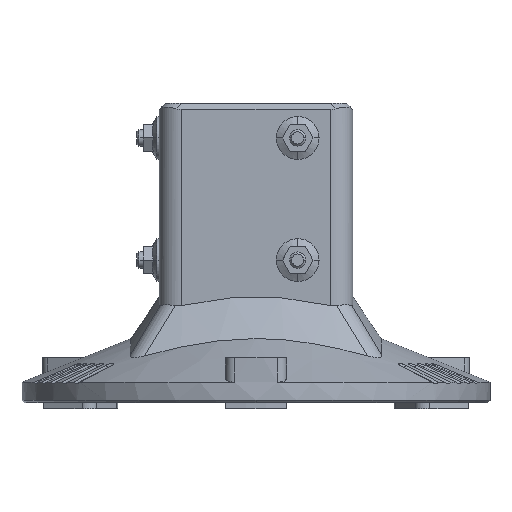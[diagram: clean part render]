
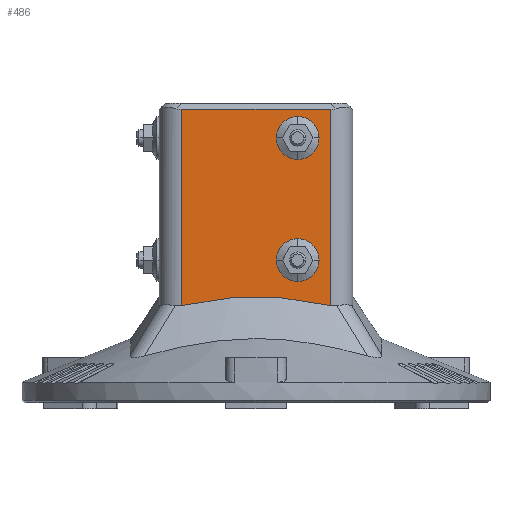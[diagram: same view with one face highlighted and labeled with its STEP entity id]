
A CAD part, front view. The second image highlights one B-rep face of the part: STEP entity #486.
In plain terms, the highlighted planar face has unit normal (0, -1, 0).
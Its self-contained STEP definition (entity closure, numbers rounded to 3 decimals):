
#486=ADVANCED_FACE('',(#1259,#1260,#1261),#1262,.T.);
#1259=FACE_OUTER_BOUND('',#2348,.T.);
#1260=FACE_BOUND('',#2349,.T.);
#1261=FACE_BOUND('',#2350,.T.);
#1262=PLANE('',#2351);
#2348=EDGE_LOOP('',(#7851,#7852,#7853,#7854));
#2349=EDGE_LOOP('',(#7855,#7856,#7857,#7858));
#2350=EDGE_LOOP('',(#7859,#7860,#7861,#7862));
#2351=AXIS2_PLACEMENT_3D('',#7863,#7864,#7865);
#7851=ORIENTED_EDGE('',*,*,#10864,.F.);
#7852=ORIENTED_EDGE('',*,*,#10865,.F.);
#7853=ORIENTED_EDGE('',*,*,#10866,.F.);
#7854=ORIENTED_EDGE('',*,*,#10867,.T.);
#7855=ORIENTED_EDGE('',*,*,#10868,.T.);
#7856=ORIENTED_EDGE('',*,*,#10625,.T.);
#7857=ORIENTED_EDGE('',*,*,#10869,.F.);
#7858=ORIENTED_EDGE('',*,*,#10620,.F.);
#7859=ORIENTED_EDGE('',*,*,#10870,.T.);
#7860=ORIENTED_EDGE('',*,*,#10589,.T.);
#7861=ORIENTED_EDGE('',*,*,#10871,.F.);
#7862=ORIENTED_EDGE('',*,*,#10584,.F.);
#7863=CARTESIAN_POINT('',(-47.5,-47.5,5.));
#7864=DIRECTION('',(0.0,-1.0,0.0));
#7865=DIRECTION('',(0.0,0.0,-1.0));
#10584=EDGE_CURVE('',#11905,#11902,#11907,.F.);
#10589=EDGE_CURVE('',#11909,#11912,#11914,.T.);
#10620=EDGE_CURVE('',#11965,#11962,#11967,.F.);
#10625=EDGE_CURVE('',#11969,#11972,#11974,.T.);
#10864=EDGE_CURVE('',#12384,#12385,#12386,.T.);
#10865=EDGE_CURVE('',#12387,#12384,#12388,.F.);
#10866=EDGE_CURVE('',#12389,#12387,#12390,.F.);
#10867=EDGE_CURVE('',#12389,#12385,#12391,.F.);
#10868=EDGE_CURVE('',#11965,#11969,#12392,.T.);
#10869=EDGE_CURVE('',#11962,#11972,#12393,.F.);
#10870=EDGE_CURVE('',#11905,#11909,#12394,.T.);
#10871=EDGE_CURVE('',#11902,#11912,#12395,.F.);
#11902=VERTEX_POINT('',#13880);
#11905=VERTEX_POINT('',#13884);
#11907=CIRCLE('',#13887,10.5);
#11909=VERTEX_POINT('',#13889);
#11912=VERTEX_POINT('',#13893);
#11914=CIRCLE('',#13896,10.5);
#11962=VERTEX_POINT('',#13990);
#11965=VERTEX_POINT('',#13994);
#11967=CIRCLE('',#13997,10.5);
#11969=VERTEX_POINT('',#13999);
#11972=VERTEX_POINT('',#14003);
#11974=CIRCLE('',#14006,10.5);
#12384=VERTEX_POINT('',#15597);
#12385=VERTEX_POINT('',#15598);
#12386=B_SPLINE_CURVE_WITH_KNOTS('',3,(#15599,#15600,#15601,#15602,#15603,#15604,#15605,#15606),.UNSPECIFIED.,.F.,.F.,(4,2,2,4),(-75.693,-47.179,-19.095,-0.0),.UNSPECIFIED.);
#12387=VERTEX_POINT('',#15607);
#12388=LINE('',#15608,#15609);
#12389=VERTEX_POINT('',#15610);
#12390=LINE('',#15611,#15612);
#12391=LINE('',#15613,#15614);
#12392=CIRCLE('',#15615,10.5);
#12393=CIRCLE('',#15616,10.5);
#12394=CIRCLE('',#15617,10.5);
#12395=CIRCLE('',#15618,10.5);
#13880=CARTESIAN_POINT('',(20.5,-47.5,62.5));
#13884=CARTESIAN_POINT('',(10.0,-47.5,73.));
#13887=AXIS2_PLACEMENT_3D('',#18472,#18473,#18474);
#13889=CARTESIAN_POINT('',(20.5,-47.5,83.5));
#13893=CARTESIAN_POINT('',(31.0,-47.5,73.));
#13896=AXIS2_PLACEMENT_3D('',#18480,#18481,#18482);
#13990=CARTESIAN_POINT('',(20.5,-47.5,122.5));
#13994=CARTESIAN_POINT('',(10.0,-47.5,133.));
#13997=AXIS2_PLACEMENT_3D('',#18519,#18520,#18521);
#13999=CARTESIAN_POINT('',(20.5,-47.5,143.5));
#14003=CARTESIAN_POINT('',(31.0,-47.5,133.));
#14006=AXIS2_PLACEMENT_3D('',#18527,#18528,#18529);
#15597=CARTESIAN_POINT('',(36.5,-47.5,50.631));
#15598=CARTESIAN_POINT('',(-36.5,-47.5,50.631));
#15599=CARTESIAN_POINT('',(37.3,-47.5,50.451));
#15600=CARTESIAN_POINT('',(28.068,-47.5,52.54));
#15601=CARTESIAN_POINT('',(18.763,-47.5,54.084));
#15602=CARTESIAN_POINT('',(-0.142,-47.5,55.306));
#15603=CARTESIAN_POINT('',(-9.175,-47.5,54.985));
#15604=CARTESIAN_POINT('',(-24.823,-47.5,53.02));
#15605=CARTESIAN_POINT('',(-31.092,-47.5,51.856));
#15606=CARTESIAN_POINT('',(-37.3,-47.5,50.451));
#15607=CARTESIAN_POINT('',(36.5,-47.5,147.0));
#15608=CARTESIAN_POINT('',(36.5,-47.5,147.156));
#15609=VECTOR('',#18773,1.0);
#15610=CARTESIAN_POINT('',(-36.5,-47.5,147.0));
#15611=CARTESIAN_POINT('',(-23.75,-47.5,147.0));
#15612=VECTOR('',#18774,1.0);
#15613=CARTESIAN_POINT('',(-36.5,-47.5,147.156));
#15614=VECTOR('',#18775,1.0);
#15615=AXIS2_PLACEMENT_3D('',#18776,#18777,#18778);
#15616=AXIS2_PLACEMENT_3D('',#18779,#18780,#18781);
#15617=AXIS2_PLACEMENT_3D('',#18782,#18783,#18784);
#15618=AXIS2_PLACEMENT_3D('',#18785,#18786,#18787);
#18472=CARTESIAN_POINT('',(20.5,-47.5,73.));
#18473=DIRECTION('',(0.0,1.0,0.0));
#18474=DIRECTION('',(0.,0.0,1.0));
#18480=CARTESIAN_POINT('',(20.5,-47.5,73.0));
#18481=DIRECTION('',(0.0,1.0,0.0));
#18482=DIRECTION('',(0.,0.0,-1.0));
#18519=CARTESIAN_POINT('',(20.5,-47.5,133.0));
#18520=DIRECTION('',(0.0,1.0,0.0));
#18521=DIRECTION('',(0.,0.0,1.0));
#18527=CARTESIAN_POINT('',(20.5,-47.5,133.0));
#18528=DIRECTION('',(0.0,1.0,0.0));
#18529=DIRECTION('',(0.,0.0,-1.0));
#18773=DIRECTION('',(0.0,0.,1.0));
#18774=DIRECTION('',(-1.0,-0.0,0.));
#18775=DIRECTION('',(0.,0.0,1.0));
#18776=CARTESIAN_POINT('',(20.5,-47.5,133.0));
#18777=DIRECTION('',(0.0,1.0,0.0));
#18778=DIRECTION('',(0.,0.0,-1.0));
#18779=CARTESIAN_POINT('',(20.5,-47.5,133.0));
#18780=DIRECTION('',(0.0,1.0,0.0));
#18781=DIRECTION('',(0.,0.0,1.0));
#18782=CARTESIAN_POINT('',(20.5,-47.5,73.0));
#18783=DIRECTION('',(0.0,1.0,0.0));
#18784=DIRECTION('',(0.,0.0,-1.0));
#18785=CARTESIAN_POINT('',(20.5,-47.5,73.));
#18786=DIRECTION('',(0.0,1.0,0.0));
#18787=DIRECTION('',(0.,0.0,1.0));
